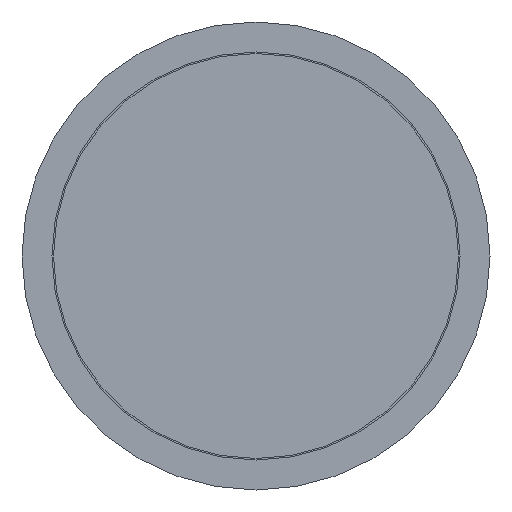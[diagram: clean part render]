
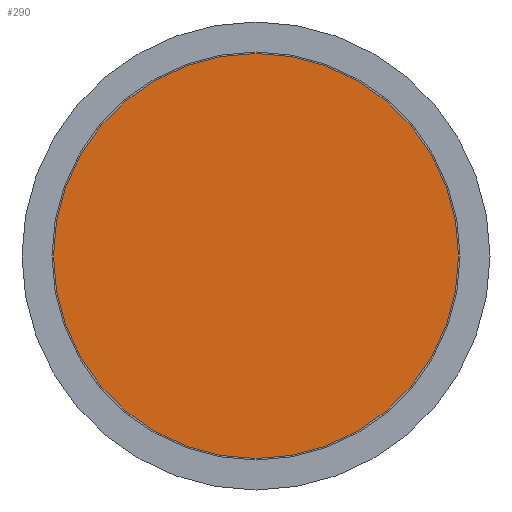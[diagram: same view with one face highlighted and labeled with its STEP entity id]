
A CAD part, front view. The second image highlights one B-rep face of the part: STEP entity #290.
In plain terms, the highlighted planar face has unit normal (0, -1, 0).
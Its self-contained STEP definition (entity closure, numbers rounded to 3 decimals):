
#28 = DIRECTION ( 'NONE',  ( 0., 0., 1. ) ) ;
#119 = FACE_OUTER_BOUND ( 'NONE', #133, .T. ) ;
#132 = DIRECTION ( 'NONE',  ( 0., -1., 0. ) ) ;
#133 = EDGE_LOOP ( 'NONE', ( #263 ) ) ;
#210 = CIRCLE ( 'NONE', #302, 33.75 ) ;
#211 = CARTESIAN_POINT ( 'NONE',  ( 0., 0., 0. ) ) ;
#242 = DIRECTION ( 'NONE',  ( 0., 1., 0. ) ) ;
#263 = ORIENTED_EDGE ( 'NONE', *, *, #463, .T. ) ;
#288 = CARTESIAN_POINT ( 'NONE',  ( -33.75, 0., 0. ) ) ;
#290 = ADVANCED_FACE ( 'NONE', ( #119 ), #547, .F. ) ;
#302 = AXIS2_PLACEMENT_3D ( 'NONE', #211, #132, #381 ) ;
#381 = DIRECTION ( 'NONE',  ( 0., 0., -1. ) ) ;
#438 = CARTESIAN_POINT ( 'NONE',  ( 0., 0., -33.75 ) ) ;
#463 = EDGE_CURVE ( 'NONE', #480, #480, #210, .T. ) ;
#480 = VERTEX_POINT ( 'NONE', #438 ) ;
#504 = AXIS2_PLACEMENT_3D ( 'NONE', #288, #242, #28 ) ;
#547 = PLANE ( 'NONE',  #504 ) ;
